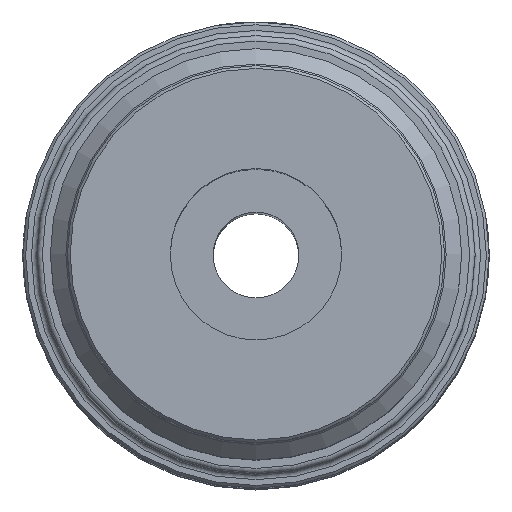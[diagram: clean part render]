
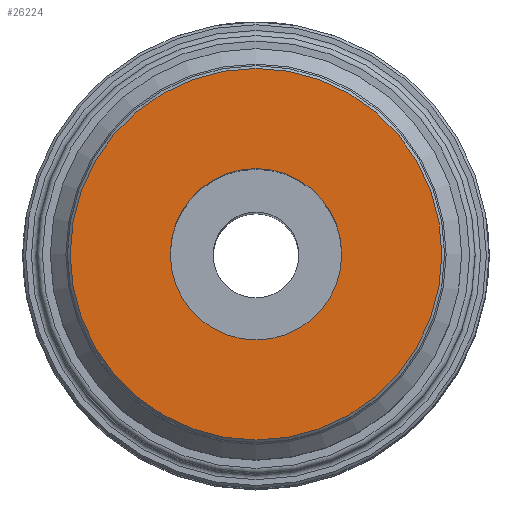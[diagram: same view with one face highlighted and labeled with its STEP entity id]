
A CAD part, top view. The second image highlights one B-rep face of the part: STEP entity #26224.
In plain terms, the highlighted planar face has unit normal (0, 0, 1).
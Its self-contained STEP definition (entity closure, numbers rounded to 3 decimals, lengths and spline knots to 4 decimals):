
#1710 = EDGE_LOOP ( 'NONE', ( #46472 ) ) ;
#4477 = AXIS2_PLACEMENT_3D ( 'NONE', #24963, #45026, #43991 ) ;
#8548 = CARTESIAN_POINT ( 'NONE',  ( 0.3125, 0., 0. ) ) ;
#8600 = PLANE ( 'NONE',  #4477 ) ;
#10506 = CIRCLE ( 'NONE', #23759, 0.6775 ) ;
#19827 = CARTESIAN_POINT ( 'NONE',  ( 0., 0., 0. ) ) ;
#23759 = AXIS2_PLACEMENT_3D ( 'NONE', #19827, #32075, #44294 ) ;
#24963 = CARTESIAN_POINT ( 'NONE',  ( 0., 0.3125, 0. ) ) ;
#26224 = ADVANCED_FACE ( 'NONE', ( #44244, #44775 ), #8600, .F. ) ;
#27652 = CARTESIAN_POINT ( 'NONE',  ( 0., 0., 0. ) ) ;
#28140 = EDGE_LOOP ( 'NONE', ( #44583 ) ) ;
#28913 = CIRCLE ( 'NONE', #49682, 0.3125 ) ;
#32075 = DIRECTION ( 'NONE',  ( 0., 0., 1. ) ) ;
#33508 = EDGE_CURVE ( 'NONE', #42147, #42147, #10506, .T. ) ;
#34082 = CARTESIAN_POINT ( 'NONE',  ( -0.6775, 0., 0. ) ) ;
#36118 = VERTEX_POINT ( 'NONE', #8548 ) ;
#42147 = VERTEX_POINT ( 'NONE', #34082 ) ;
#43528 = DIRECTION ( 'NONE',  ( 0., 0., 1. ) ) ;
#43991 = DIRECTION ( 'NONE',  ( -1., 0., 0. ) ) ;
#44244 = FACE_OUTER_BOUND ( 'NONE', #1710, .T. ) ;
#44294 = DIRECTION ( 'NONE',  ( -1., 0., 0. ) ) ;
#44583 = ORIENTED_EDGE ( 'NONE', *, *, #48674, .F. ) ;
#44775 = FACE_BOUND ( 'NONE', #28140, .T. ) ;
#45026 = DIRECTION ( 'NONE',  ( 0., 0., -1. ) ) ;
#46472 = ORIENTED_EDGE ( 'NONE', *, *, #33508, .T. ) ;
#48674 = EDGE_CURVE ( 'NONE', #36118, #36118, #28913, .T. ) ;
#49682 = AXIS2_PLACEMENT_3D ( 'NONE', #27652, #43528, #51351 ) ;
#51351 = DIRECTION ( 'NONE',  ( 1., 0., 0. ) ) ;
